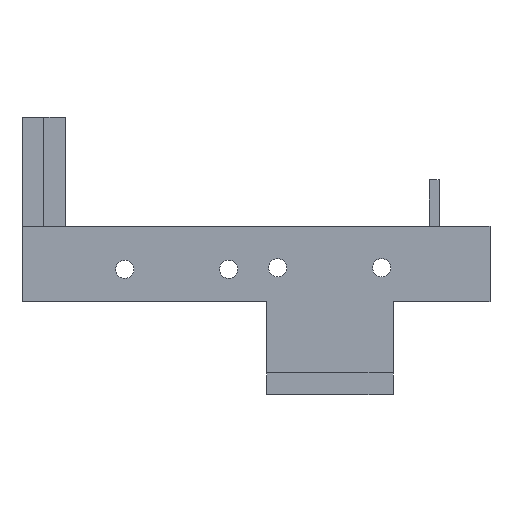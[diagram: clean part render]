
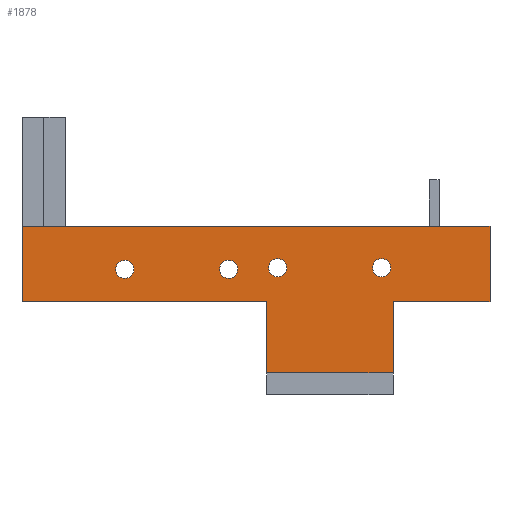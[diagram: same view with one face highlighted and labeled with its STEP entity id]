
A CAD part, left-side view. The second image highlights one B-rep face of the part: STEP entity #1878.
In plain terms, the highlighted planar face has unit normal (-1, 0, 0).
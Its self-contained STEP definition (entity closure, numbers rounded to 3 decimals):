
#40=FACE_BOUND('',#248,.T.);
#41=FACE_BOUND('',#249,.T.);
#42=FACE_BOUND('',#250,.T.);
#43=FACE_BOUND('',#251,.T.);
#60=CIRCLE('',#1945,2.5);
#61=CIRCLE('',#1947,2.5);
#62=CIRCLE('',#1953,2.5);
#68=CIRCLE('',#1995,2.5);
#69=CIRCLE('',#1998,2.5);
#145=FACE_OUTER_BOUND('',#247,.T.);
#247=EDGE_LOOP('',(#1627,#1628,#1629,#1630,#1631,#1632,#1633,#1634));
#248=EDGE_LOOP('',(#1635,#1636,#1637,#1638));
#249=EDGE_LOOP('',(#1639));
#250=EDGE_LOOP('',(#1640));
#251=EDGE_LOOP('',(#1641));
#283=LINE('',#2530,#524);
#311=LINE('',#2604,#552);
#313=LINE('',#2608,#554);
#362=LINE('',#2714,#603);
#369=LINE('',#2730,#610);
#373=LINE('',#2744,#614);
#393=LINE('',#2782,#634);
#396=LINE('',#2788,#637);
#477=LINE('',#2961,#718);
#479=LINE('',#2964,#720);
#524=VECTOR('',#2044,10.);
#552=VECTOR('',#2102,10.);
#554=VECTOR('',#2106,10.);
#603=VECTOR('',#2187,10.);
#610=VECTOR('',#2208,10.);
#614=VECTOR('',#2226,10.);
#634=VECTOR('',#2248,10.);
#637=VECTOR('',#2253,10.);
#718=VECTOR('',#2426,10.);
#720=VECTOR('',#2430,10.);
#764=VERTEX_POINT('',#2527);
#765=VERTEX_POINT('',#2529);
#796=VERTEX_POINT('',#2603);
#797=VERTEX_POINT('',#2607);
#837=VERTEX_POINT('',#2711);
#838=VERTEX_POINT('',#2713);
#839=VERTEX_POINT('',#2720);
#840=VERTEX_POINT('',#2724);
#841=VERTEX_POINT('',#2735);
#843=VERTEX_POINT('',#2743);
#860=VERTEX_POINT('',#2780);
#861=VERTEX_POINT('',#2784);
#906=VERTEX_POINT('',#2944);
#907=VERTEX_POINT('',#2950);
#908=VERTEX_POINT('',#2960);
#940=EDGE_CURVE('',#765,#764,#283,.T.);
#977=EDGE_CURVE('',#796,#765,#311,.T.);
#979=EDGE_CURVE('',#796,#797,#313,.T.);
#1033=EDGE_CURVE('',#838,#837,#362,.T.);
#1037=EDGE_CURVE('',#839,#838,#60,.T.);
#1040=EDGE_CURVE('',#837,#840,#61,.T.);
#1042=EDGE_CURVE('',#840,#839,#369,.T.);
#1044=EDGE_CURVE('',#841,#841,#62,.T.);
#1048=EDGE_CURVE('',#797,#843,#373,.T.);
#1068=EDGE_CURVE('',#860,#764,#393,.T.);
#1071=EDGE_CURVE('',#843,#861,#396,.T.);
#1152=EDGE_CURVE('',#906,#906,#68,.T.);
#1155=EDGE_CURVE('',#907,#907,#69,.T.);
#1158=EDGE_CURVE('',#908,#861,#477,.T.);
#1160=EDGE_CURVE('',#908,#860,#479,.T.);
#1627=ORIENTED_EDGE('',*,*,#1068,.F.);
#1628=ORIENTED_EDGE('',*,*,#1160,.F.);
#1629=ORIENTED_EDGE('',*,*,#1158,.T.);
#1630=ORIENTED_EDGE('',*,*,#1071,.F.);
#1631=ORIENTED_EDGE('',*,*,#1048,.F.);
#1632=ORIENTED_EDGE('',*,*,#979,.F.);
#1633=ORIENTED_EDGE('',*,*,#977,.T.);
#1634=ORIENTED_EDGE('',*,*,#940,.T.);
#1635=ORIENTED_EDGE('',*,*,#1042,.T.);
#1636=ORIENTED_EDGE('',*,*,#1037,.T.);
#1637=ORIENTED_EDGE('',*,*,#1033,.T.);
#1638=ORIENTED_EDGE('',*,*,#1040,.T.);
#1639=ORIENTED_EDGE('',*,*,#1044,.T.);
#1640=ORIENTED_EDGE('',*,*,#1155,.T.);
#1641=ORIENTED_EDGE('',*,*,#1152,.T.);
#1789=PLANE('',#2006);
#1878=ADVANCED_FACE('',(#145,#40,#41,#42,#43),#1789,.T.);
#1945=AXIS2_PLACEMENT_3D('',#2721,#2195,#2196);
#1947=AXIS2_PLACEMENT_3D('',#2726,#2201,#2202);
#1953=AXIS2_PLACEMENT_3D('',#2736,#2216,#2217);
#1995=AXIS2_PLACEMENT_3D('',#2945,#2402,#2403);
#1998=AXIS2_PLACEMENT_3D('',#2951,#2410,#2411);
#2006=AXIS2_PLACEMENT_3D('',#2965,#2431,#2432);
#2044=DIRECTION('',(0.,0.,1.));
#2102=DIRECTION('',(0.,-1.,0.));
#2106=DIRECTION('',(0.,0.,1.));
#2187=DIRECTION('',(0.,1.,0.));
#2195=DIRECTION('center_axis',(1.,0.,0.));
#2196=DIRECTION('ref_axis',(0.,1.,0.));
#2201=DIRECTION('center_axis',(1.,0.,0.));
#2202=DIRECTION('ref_axis',(0.,1.,0.));
#2208=DIRECTION('',(0.,-1.,0.));
#2216=DIRECTION('center_axis',(1.,0.,0.));
#2217=DIRECTION('ref_axis',(0.,1.,0.));
#2226=DIRECTION('',(0.,1.,0.));
#2248=DIRECTION('',(0.,1.,0.));
#2253=DIRECTION('',(0.,0.,1.));
#2402=DIRECTION('center_axis',(1.,0.,0.));
#2403=DIRECTION('ref_axis',(0.,1.,0.));
#2410=DIRECTION('center_axis',(1.,0.,0.));
#2411=DIRECTION('ref_axis',(0.,1.,0.));
#2426=DIRECTION('',(0.,1.,0.));
#2430=DIRECTION('',(0.,0.,-1.));
#2431=DIRECTION('center_axis',(-1.,0.,0.));
#2432=DIRECTION('ref_axis',(0.,1.,0.));
#2527=CARTESIAN_POINT('',(187.5,3.4,29.213));
#2529=CARTESIAN_POINT('',(187.5,3.4,9.652));
#2530=CARTESIAN_POINT('',(187.5,3.4,39.606));
#2603=CARTESIAN_POINT('',(187.5,38.081,9.652));
#2604=CARTESIAN_POINT('',(187.5,-3.774,9.652));
#2607=CARTESIAN_POINT('',(187.5,38.081,29.213));
#2608=CARTESIAN_POINT('',(187.5,38.081,29.213));
#2711=CARTESIAN_POINT('',(187.5,48.757,35.655));
#2713=CARTESIAN_POINT('',(187.5,48.509,35.655));
#2714=CARTESIAN_POINT('',(187.5,12.61,35.659));
#2720=CARTESIAN_POINT('',(187.5,48.509,40.649));
#2721=CARTESIAN_POINT('Origin',(187.5,48.633,38.152));
#2724=CARTESIAN_POINT('',(187.5,48.757,40.649));
#2726=CARTESIAN_POINT('Origin',(187.5,48.633,38.152));
#2730=CARTESIAN_POINT('',(187.5,12.735,40.645));
#2735=CARTESIAN_POINT('',(187.5,74.719,38.152));
#2736=CARTESIAN_POINT('Origin',(187.5,77.219,38.152));
#2743=CARTESIAN_POINT('',(187.5,105.486,29.213));
#2744=CARTESIAN_POINT('',(187.5,-23.288,29.213));
#2780=CARTESIAN_POINT('',(187.5,-23.288,29.213));
#2782=CARTESIAN_POINT('',(187.5,-23.288,29.213));
#2784=CARTESIAN_POINT('',(187.5,105.486,50.));
#2788=CARTESIAN_POINT('',(187.5,105.486,50.));
#2944=CARTESIAN_POINT('',(187.5,32.641,38.592));
#2945=CARTESIAN_POINT('Origin',(187.5,35.141,38.592));
#2950=CARTESIAN_POINT('',(187.5,4.056,38.592));
#2951=CARTESIAN_POINT('Origin',(187.5,6.556,38.592));
#2960=CARTESIAN_POINT('',(187.5,-23.288,50.));
#2961=CARTESIAN_POINT('',(187.5,-23.288,50.));
#2964=CARTESIAN_POINT('',(187.5,-23.288,50.));
#2965=CARTESIAN_POINT('Origin',(187.5,-23.288,50.));
